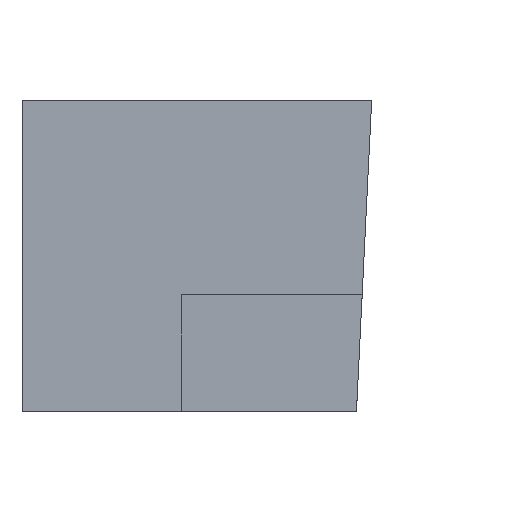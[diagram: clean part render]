
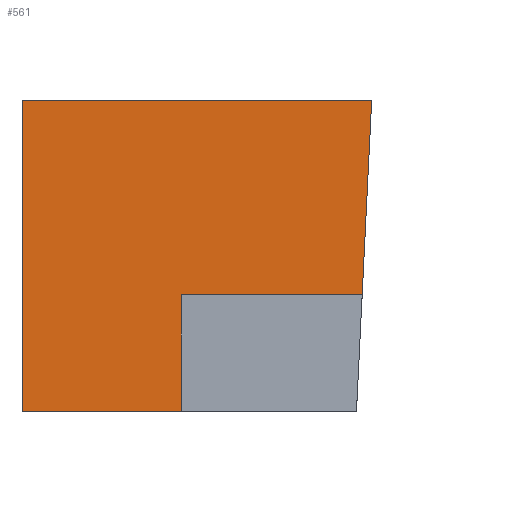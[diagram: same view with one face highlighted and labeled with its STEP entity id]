
A CAD part, top view. The second image highlights one B-rep face of the part: STEP entity #561.
In plain terms, the highlighted planar face has unit normal (0, 0, 1).
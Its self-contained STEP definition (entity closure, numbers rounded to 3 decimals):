
#561=ADVANCED_FACE('',(#988),#989,.F.);
#988=FACE_OUTER_BOUND('',#1475,.T.);
#989=PLANE('',#1476);
#1475=EDGE_LOOP('',(#2973,#2974,#2975,#2976));
#1476=AXIS2_PLACEMENT_3D('',#2977,#2978,#2979);
#2973=ORIENTED_EDGE('',*,*,#3847,.T.);
#2974=ORIENTED_EDGE('',*,*,#3848,.F.);
#2975=ORIENTED_EDGE('',*,*,#3849,.F.);
#2976=ORIENTED_EDGE('',*,*,#3844,.F.);
#2977=CARTESIAN_POINT('',(-1.0,0.0,0.0));
#2978=DIRECTION('',(0.0,0.0,-1.0));
#2979=DIRECTION('',(-1.0,0.0,0.0));
#3844=EDGE_CURVE('',#4688,#4690,#4691,.T.);
#3847=EDGE_CURVE('',#4688,#4695,#4696,.T.);
#3848=EDGE_CURVE('',#4697,#4695,#4698,.T.);
#3849=EDGE_CURVE('',#4690,#4697,#4699,.T.);
#4688=VERTEX_POINT('',#5980);
#4690=VERTEX_POINT('',#5983);
#4691=LINE('',#5984,#5985);
#4695=VERTEX_POINT('',#5991);
#4696=LINE('',#5992,#5993);
#4697=VERTEX_POINT('',#5994);
#4698=LINE('',#5995,#5996);
#4699=LINE('',#5997,#5998);
#5980=CARTESIAN_POINT('',(1042.485,-99.38,0.0));
#5983=CARTESIAN_POINT('',(-1104.9,-99.38,0.0));
#5984=CARTESIAN_POINT('',(0.0,-99.38,0.0));
#5985=VECTOR('',#6898,1.0);
#5991=CARTESIAN_POINT('',(1140.222,1898.99,0.0));
#5992=CARTESIAN_POINT('',(1044.845,-51.126,0.0));
#5993=VECTOR('',#6901,1.0);
#5994=CARTESIAN_POINT('',(-1104.9,1898.99,0.0));
#5995=CARTESIAN_POINT('',(0.0,1898.99,0.0));
#5996=VECTOR('',#6902,1.0);
#5997=CARTESIAN_POINT('',(-1104.9,-0.5,0.0));
#5998=VECTOR('',#6903,1.0);
#6898=DIRECTION('',(-1.0,0.0,0.0));
#6901=DIRECTION('',(0.049,0.999,0.0));
#6902=DIRECTION('',(1.0,0.0,0.0));
#6903=DIRECTION('',(0.0,1.0,0.0));
